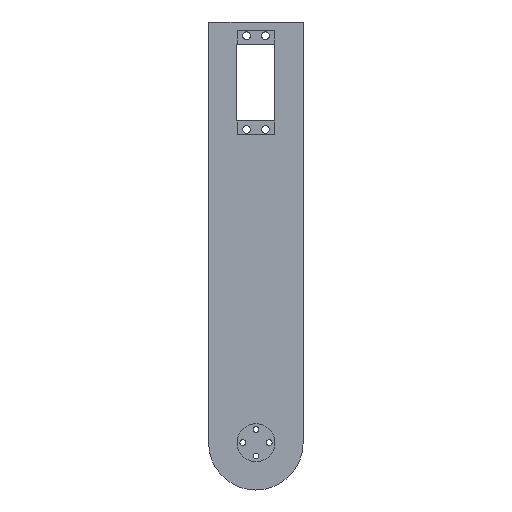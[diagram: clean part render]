
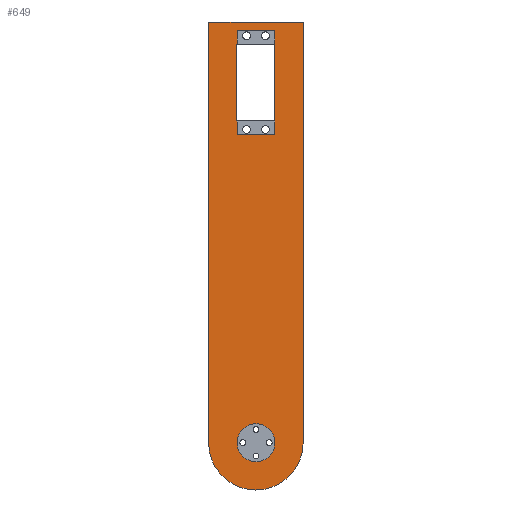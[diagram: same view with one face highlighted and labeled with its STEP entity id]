
A CAD part, front view. The second image highlights one B-rep face of the part: STEP entity #649.
In plain terms, the highlighted planar face has unit normal (0, -1, 0).
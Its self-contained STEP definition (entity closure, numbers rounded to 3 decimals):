
#23=FACE_BOUND('',#124,.T.);
#24=FACE_BOUND('',#125,.T.);
#52=PLANE('',#713);
#83=FACE_OUTER_BOUND('',#123,.T.);
#123=EDGE_LOOP('',(#559,#560,#561,#562,#563,#564,#565,#566));
#124=EDGE_LOOP('',(#567,#568,#569,#570,#571,#572,#573,#574,#575,#576,#577,
#578));
#125=EDGE_LOOP('',(#579));
#143=LINE('',#921,#210);
#147=LINE('',#929,#214);
#150=LINE('',#935,#217);
#154=LINE('',#943,#221);
#158=LINE('',#950,#225);
#159=LINE('',#954,#226);
#163=LINE('',#962,#230);
#166=LINE('',#968,#233);
#170=LINE('',#976,#237);
#174=LINE('',#983,#241);
#175=LINE('',#985,#242);
#177=LINE('',#988,#244);
#179=LINE('',#993,#246);
#183=LINE('',#1002,#250);
#187=LINE('',#1010,#254);
#190=LINE('',#1015,#257);
#192=LINE('',#1019,#259);
#200=LINE('',#1058,#267);
#201=LINE('',#1059,#268);
#210=VECTOR('',#752,10.);
#214=VECTOR('',#758,10.);
#217=VECTOR('',#763,10.);
#221=VECTOR('',#771,10.);
#225=VECTOR('',#775,10.);
#226=VECTOR('',#778,10.);
#230=VECTOR('',#784,10.);
#233=VECTOR('',#789,10.);
#237=VECTOR('',#797,10.);
#241=VECTOR('',#801,10.);
#242=VECTOR('',#804,10.);
#244=VECTOR('',#808,10.);
#246=VECTOR('',#812,10.);
#250=VECTOR('',#818,10.);
#254=VECTOR('',#824,10.);
#257=VECTOR('',#829,10.);
#259=VECTOR('',#833,10.);
#267=VECTOR('',#877,10.);
#268=VECTOR('',#878,10.);
#289=CIRCLE('',#710,10.);
#291=CIRCLE('',#714,25.);
#301=VERTEX_POINT('',#919);
#302=VERTEX_POINT('',#920);
#305=VERTEX_POINT('',#928);
#307=VERTEX_POINT('',#934);
#309=VERTEX_POINT('',#942);
#312=VERTEX_POINT('',#948);
#313=VERTEX_POINT('',#952);
#314=VERTEX_POINT('',#953);
#317=VERTEX_POINT('',#961);
#319=VERTEX_POINT('',#967);
#321=VERTEX_POINT('',#975);
#324=VERTEX_POINT('',#981);
#325=VERTEX_POINT('',#991);
#326=VERTEX_POINT('',#992);
#329=VERTEX_POINT('',#1000);
#330=VERTEX_POINT('',#1001);
#333=VERTEX_POINT('',#1009);
#335=VERTEX_POINT('',#1018);
#345=VERTEX_POINT('',#1048);
#347=VERTEX_POINT('',#1055);
#348=VERTEX_POINT('',#1057);
#363=EDGE_CURVE('',#301,#302,#143,.T.);
#367=EDGE_CURVE('',#305,#301,#147,.T.);
#370=EDGE_CURVE('',#302,#307,#150,.T.);
#374=EDGE_CURVE('',#309,#305,#154,.T.);
#378=EDGE_CURVE('',#307,#312,#158,.T.);
#379=EDGE_CURVE('',#313,#314,#159,.T.);
#383=EDGE_CURVE('',#317,#313,#163,.T.);
#386=EDGE_CURVE('',#319,#317,#166,.T.);
#390=EDGE_CURVE('',#321,#319,#170,.T.);
#394=EDGE_CURVE('',#314,#324,#174,.T.);
#395=EDGE_CURVE('',#312,#321,#175,.T.);
#397=EDGE_CURVE('',#324,#309,#177,.T.);
#399=EDGE_CURVE('',#325,#326,#179,.T.);
#403=EDGE_CURVE('',#329,#330,#183,.T.);
#407=EDGE_CURVE('',#333,#329,#187,.T.);
#410=EDGE_CURVE('',#326,#333,#190,.T.);
#412=EDGE_CURVE('',#330,#335,#192,.T.);
#427=EDGE_CURVE('',#345,#345,#289,.T.);
#430=EDGE_CURVE('',#335,#347,#291,.T.);
#431=EDGE_CURVE('',#348,#325,#200,.T.);
#432=EDGE_CURVE('',#347,#348,#201,.T.);
#559=ORIENTED_EDGE('',*,*,#430,.F.);
#560=ORIENTED_EDGE('',*,*,#412,.F.);
#561=ORIENTED_EDGE('',*,*,#403,.F.);
#562=ORIENTED_EDGE('',*,*,#407,.F.);
#563=ORIENTED_EDGE('',*,*,#410,.F.);
#564=ORIENTED_EDGE('',*,*,#399,.F.);
#565=ORIENTED_EDGE('',*,*,#431,.F.);
#566=ORIENTED_EDGE('',*,*,#432,.F.);
#567=ORIENTED_EDGE('',*,*,#370,.T.);
#568=ORIENTED_EDGE('',*,*,#378,.T.);
#569=ORIENTED_EDGE('',*,*,#395,.T.);
#570=ORIENTED_EDGE('',*,*,#390,.T.);
#571=ORIENTED_EDGE('',*,*,#386,.T.);
#572=ORIENTED_EDGE('',*,*,#383,.T.);
#573=ORIENTED_EDGE('',*,*,#379,.T.);
#574=ORIENTED_EDGE('',*,*,#394,.T.);
#575=ORIENTED_EDGE('',*,*,#397,.T.);
#576=ORIENTED_EDGE('',*,*,#374,.T.);
#577=ORIENTED_EDGE('',*,*,#367,.T.);
#578=ORIENTED_EDGE('',*,*,#363,.T.);
#579=ORIENTED_EDGE('',*,*,#427,.T.);
#649=ADVANCED_FACE('',(#83,#23,#24),#52,.F.);
#710=AXIS2_PLACEMENT_3D('',#1049,#866,#867);
#713=AXIS2_PLACEMENT_3D('',#1054,#873,#874);
#714=AXIS2_PLACEMENT_3D('',#1056,#875,#876);
#752=DIRECTION('',(-1.,0.,0.));
#758=DIRECTION('',(0.,0.,-1.));
#763=DIRECTION('',(0.,0.,1.));
#771=DIRECTION('',(-1.,0.,0.));
#775=DIRECTION('',(-1.,0.,0.));
#778=DIRECTION('',(0.,0.,-1.));
#784=DIRECTION('',(1.,0.,0.));
#789=DIRECTION('',(0.,0.,1.));
#797=DIRECTION('',(1.,0.,0.));
#801=DIRECTION('',(1.,0.,0.));
#804=DIRECTION('',(0.,0.,1.));
#808=DIRECTION('',(0.,0.,-1.));
#812=DIRECTION('',(0.,0.,1.));
#818=DIRECTION('',(-1.,0.,0.));
#824=DIRECTION('',(0.,0.,-1.));
#829=DIRECTION('',(1.,0.,0.));
#833=DIRECTION('',(-0.001,0.,-1.));
#866=DIRECTION('center_axis',(0.,1.,0.));
#867=DIRECTION('ref_axis',(1.,0.,0.));
#873=DIRECTION('center_axis',(0.,1.,0.));
#874=DIRECTION('ref_axis',(1.,0.,0.));
#875=DIRECTION('center_axis',(0.,1.,0.));
#876=DIRECTION('ref_axis',(1.,0.,-0.005));
#877=DIRECTION('',(1.,0.,0.002));
#878=DIRECTION('',(0.001,0.,1.));
#919=CARTESIAN_POINT('',(10.,0.,187.96));
#920=CARTESIAN_POINT('',(-10.,0.,187.96));
#921=CARTESIAN_POINT('',(4.998,0.,187.96));
#928=CARTESIAN_POINT('',(10.,0.,195.16));
#929=CARTESIAN_POINT('',(10.,0.,153.855));
#934=CARTESIAN_POINT('',(-10.,0.,195.16));
#935=CARTESIAN_POINT('',(-10.,0.,150.255));
#942=CARTESIAN_POINT('',(10.022,0.,195.16));
#943=CARTESIAN_POINT('',(5.009,0.,195.16));
#948=CARTESIAN_POINT('',(-10.178,0.,195.16));
#950=CARTESIAN_POINT('',(5.009,0.,195.16));
#952=CARTESIAN_POINT('',(10.,0.,242.96));
#953=CARTESIAN_POINT('',(10.,0.,235.76));
#954=CARTESIAN_POINT('',(10.,0.,177.755));
#961=CARTESIAN_POINT('',(-10.,0.,242.96));
#962=CARTESIAN_POINT('',(-5.002,0.,242.96));
#967=CARTESIAN_POINT('',(-10.,0.,235.76));
#968=CARTESIAN_POINT('',(-10.,0.,174.155));
#975=CARTESIAN_POINT('',(-10.178,0.,235.76));
#976=CARTESIAN_POINT('',(-5.091,0.,235.76));
#981=CARTESIAN_POINT('',(10.022,0.,235.76));
#983=CARTESIAN_POINT('',(-5.091,0.,235.76));
#985=CARTESIAN_POINT('',(-10.178,0.,153.855));
#988=CARTESIAN_POINT('',(10.022,0.,174.155));
#991=CARTESIAN_POINT('',(-24.922,0.,225.008));
#992=CARTESIAN_POINT('',(-24.922,0.,247.5));
#993=CARTESIAN_POINT('',(-24.922,0.,222.5));
#1000=CARTESIAN_POINT('',(25.078,0.,222.5));
#1001=CARTESIAN_POINT('',(25.069,0.,222.5));
#1002=CARTESIAN_POINT('',(25.078,0.,222.5));
#1009=CARTESIAN_POINT('',(25.078,0.,247.5));
#1010=CARTESIAN_POINT('',(25.078,0.,247.5));
#1015=CARTESIAN_POINT('',(-24.922,0.,247.5));
#1018=CARTESIAN_POINT('',(24.921,0.,24.871));
#1019=CARTESIAN_POINT('',(25.071,0.,225.112));
#1048=CARTESIAN_POINT('',(-10.,0.,25.));
#1049=CARTESIAN_POINT('Origin',(0.,0.,25.));
#1054=CARTESIAN_POINT('Origin',(-0.004,0.,112.551));
#1055=CARTESIAN_POINT('',(-25.078,0.,25.008));
#1056=CARTESIAN_POINT('Origin',(-0.078,0.,24.99));
#1057=CARTESIAN_POINT('',(-24.929,0.,225.008));
#1058=CARTESIAN_POINT('',(-24.929,0.,225.008));
#1059=CARTESIAN_POINT('',(-25.078,0.,25.008));
